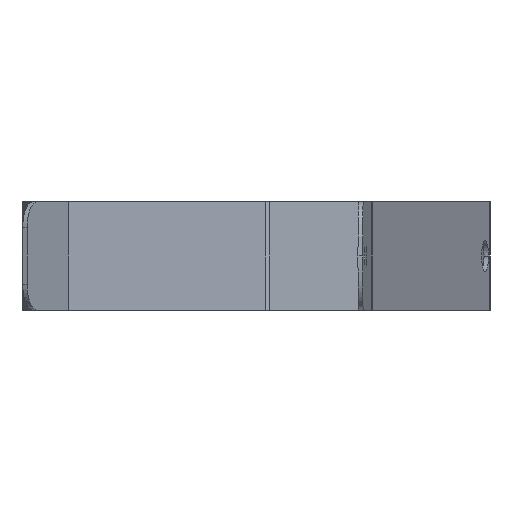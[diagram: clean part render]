
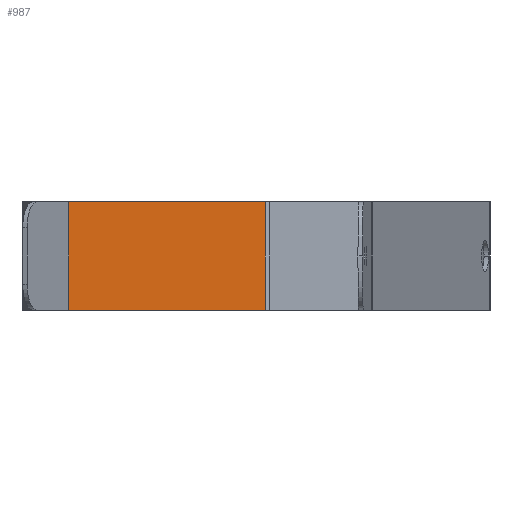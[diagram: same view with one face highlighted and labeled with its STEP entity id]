
A CAD part, front view. The second image highlights one B-rep face of the part: STEP entity #987.
In plain terms, the highlighted planar face has unit normal (0.771, -0.637, 0).
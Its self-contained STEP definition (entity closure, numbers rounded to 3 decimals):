
#32 = LINE ( 'NONE', #1460, #1206 ) ;
#57 = VERTEX_POINT ( 'NONE', #772 ) ;
#74 = EDGE_CURVE ( 'NONE', #342, #184, #975, .T. ) ;
#95 = EDGE_CURVE ( 'NONE', #342, #57, #32, .T. ) ;
#184 = VERTEX_POINT ( 'NONE', #190 ) ;
#190 = CARTESIAN_POINT ( 'NONE',  ( 117.833, 223.701, -10.5 ) ) ;
#283 = DIRECTION ( 'NONE',  ( 0., 0., -1. ) ) ;
#342 = VERTEX_POINT ( 'NONE', #1006 ) ;
#356 = LINE ( 'NONE', #782, #1309 ) ;
#362 = EDGE_CURVE ( 'NONE', #57, #1588, #356, .T. ) ;
#441 = PLANE ( 'NONE',  #1077 ) ;
#451 = ORIENTED_EDGE ( 'NONE', *, *, #362, .T. ) ;
#677 = DIRECTION ( 'NONE',  ( -0.637, -0.771, 0. ) ) ;
#680 = EDGE_LOOP ( 'NONE', ( #1243, #1185, #1188, #451 ) ) ;
#772 = CARTESIAN_POINT ( 'NONE',  ( 71.975, 168.194, 10.5 ) ) ;
#782 = CARTESIAN_POINT ( 'NONE',  ( 71.975, 168.194, -51.897 ) ) ;
#871 = CARTESIAN_POINT ( 'NONE',  ( 117.833, 223.701, -10.5 ) ) ;
#901 = LINE ( 'NONE', #871, #1184 ) ;
#961 = EDGE_CURVE ( 'NONE', #184, #1588, #901, .T. ) ;
#975 = LINE ( 'NONE', #1054, #1591 ) ;
#987 = ADVANCED_FACE ( 'NONE', ( #1274 ), #441, .T. ) ;
#1006 = CARTESIAN_POINT ( 'NONE',  ( 117.833, 223.701, 10.5 ) ) ;
#1054 = CARTESIAN_POINT ( 'NONE',  ( 117.833, 223.701, 10.5 ) ) ;
#1077 = AXIS2_PLACEMENT_3D ( 'NONE', #1402, #1238, #1449 ) ;
#1184 = VECTOR ( 'NONE', #677, 1000. ) ;
#1185 = ORIENTED_EDGE ( 'NONE', *, *, #74, .F. ) ;
#1188 = ORIENTED_EDGE ( 'NONE', *, *, #95, .T. ) ;
#1194 = DIRECTION ( 'NONE',  ( -0.637, -0.771, 0. ) ) ;
#1206 = VECTOR ( 'NONE', #1194, 1000. ) ;
#1238 = DIRECTION ( 'NONE',  ( 0.771, -0.637, 0. ) ) ;
#1243 = ORIENTED_EDGE ( 'NONE', *, *, #961, .F. ) ;
#1274 = FACE_OUTER_BOUND ( 'NONE', #680, .T. ) ;
#1293 = CARTESIAN_POINT ( 'NONE',  ( 71.975, 168.194, -10.5 ) ) ;
#1309 = VECTOR ( 'NONE', #283, 1000. ) ;
#1387 = DIRECTION ( 'NONE',  ( 0., 0., -1. ) ) ;
#1402 = CARTESIAN_POINT ( 'NONE',  ( 117.833, 223.701, 10.5 ) ) ;
#1449 = DIRECTION ( 'NONE',  ( 0.637, 0.771, 0. ) ) ;
#1460 = CARTESIAN_POINT ( 'NONE',  ( 117.833, 223.701, 10.5 ) ) ;
#1588 = VERTEX_POINT ( 'NONE', #1293 ) ;
#1591 = VECTOR ( 'NONE', #1387, 1000. ) ;
